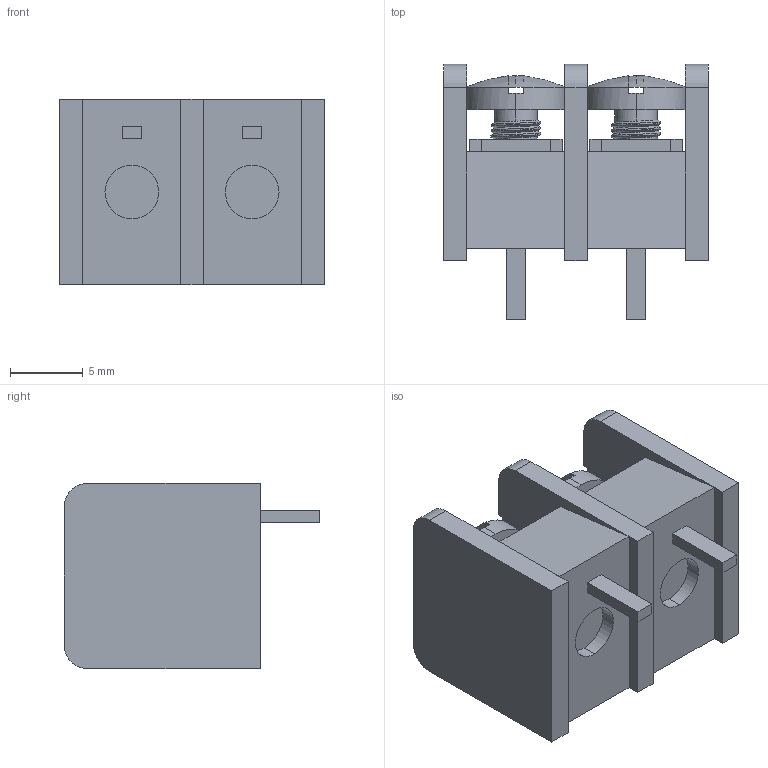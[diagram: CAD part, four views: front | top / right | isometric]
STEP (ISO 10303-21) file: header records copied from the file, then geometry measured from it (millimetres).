
FILE_DESCRIPTION (( 'STEP AP214' ), '1' );
FILE_NAME ('2 port c-1437667-6-j-3d colored.stp', '2023-12-28T13:53:19', ( '' ), ( '' ), 'SwSTEP 2.0', 'SolidWorks 2022', '' );
FILE_SCHEMA (( 'AUTOMOTIVE_DESIGN' ));
Length unit declared in the file: millimetre
Products named in the file (1): 2 port c-1437667-6-j-3d colored
Bounding box: 18.16 x 17.53 x 12.7 mm (x, y, z)
Surface area: 1919.3 mm2 (no closed solid volume)
Topology: 0 solids, 5 shells, 140 faces, 362 edges, 238 vertices
Faces by surface type: plane 96, cylinder 28, sphere 10, bspline 6
Entity records: 6746 total; most frequent: CARTESIAN_POINT 2059, ORIENTED_EDGE 712, DIRECTION 658, EDGE_CURVE 362, VECTOR 256, LINE 256, VERTEX_POINT 238, AXIS2_PLACEMENT_3D 201
